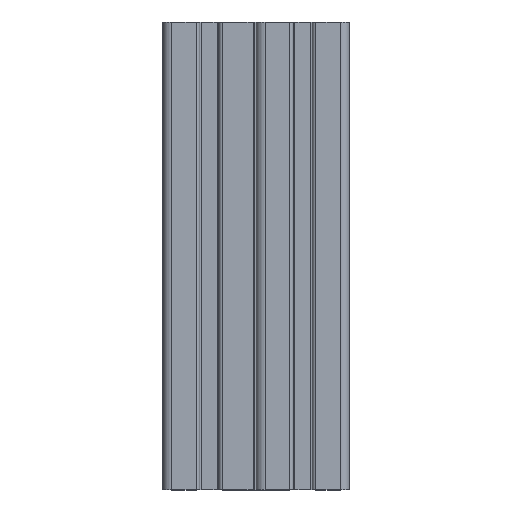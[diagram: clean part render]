
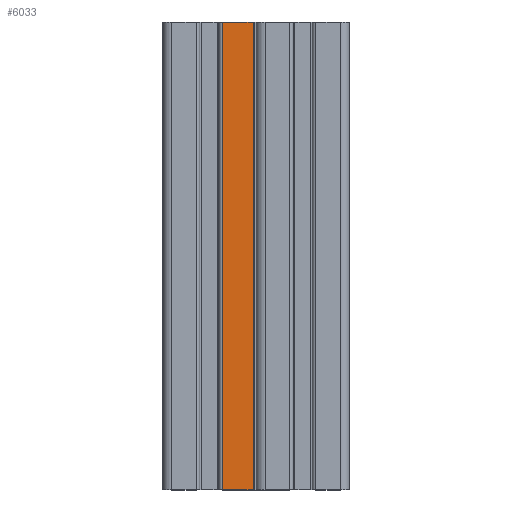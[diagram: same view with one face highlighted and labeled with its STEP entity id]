
A CAD part, top view. The second image highlights one B-rep face of the part: STEP entity #6033.
In plain terms, the highlighted planar face has unit normal (0, 0, 1).
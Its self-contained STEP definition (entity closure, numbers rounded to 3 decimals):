
#582=FACE_OUTER_BOUND('',#897,.T.);
#897=EDGE_LOOP('',(#4145,#4146,#4147,#4148));
#1285=LINE('',#9175,#1890);
#1286=LINE('',#9179,#1891);
#1287=LINE('',#9181,#1892);
#1288=LINE('',#9182,#1893);
#1890=VECTOR('',#7254,10.);
#1891=VECTOR('',#7259,10.);
#1892=VECTOR('',#7260,10.);
#1893=VECTOR('',#7261,10.);
#2502=VERTEX_POINT('',#9172);
#2503=VERTEX_POINT('',#9174);
#2504=VERTEX_POINT('',#9178);
#2505=VERTEX_POINT('',#9180);
#3166=EDGE_CURVE('',#2502,#2503,#1285,.T.);
#3168=EDGE_CURVE('',#2502,#2504,#1286,.T.);
#3169=EDGE_CURVE('',#2504,#2505,#1287,.T.);
#3170=EDGE_CURVE('',#2503,#2505,#1288,.T.);
#4145=ORIENTED_EDGE('',*,*,#3168,.T.);
#4146=ORIENTED_EDGE('',*,*,#3169,.T.);
#4147=ORIENTED_EDGE('',*,*,#3170,.F.);
#4148=ORIENTED_EDGE('',*,*,#3166,.F.);
#5862=PLANE('',#6414);
#6033=ADVANCED_FACE('',(#582),#5862,.T.);
#6414=AXIS2_PLACEMENT_3D('',#9177,#7257,#7258);
#7254=DIRECTION('',(0.,-1.,0.));
#7257=DIRECTION('center_axis',(0.,0.,1.));
#7258=DIRECTION('ref_axis',(1.,0.,0.));
#7259=DIRECTION('',(-1.,0.,0.));
#7260=DIRECTION('',(0.,-1.,0.));
#7261=DIRECTION('',(-1.,0.,0.));
#9172=CARTESIAN_POINT('',(-1.22,200.,0.));
#9174=CARTESIAN_POINT('',(-1.22,0.,0.));
#9175=CARTESIAN_POINT('',(-1.22,0.,0.));
#9177=CARTESIAN_POINT('Origin',(-14.4,0.,0.));
#9178=CARTESIAN_POINT('',(-14.4,200.,0.));
#9179=CARTESIAN_POINT('',(-7.2,200.,0.));
#9180=CARTESIAN_POINT('',(-14.4,0.,0.));
#9181=CARTESIAN_POINT('',(-14.4,0.,0.));
#9182=CARTESIAN_POINT('',(-7.2,0.,0.));
